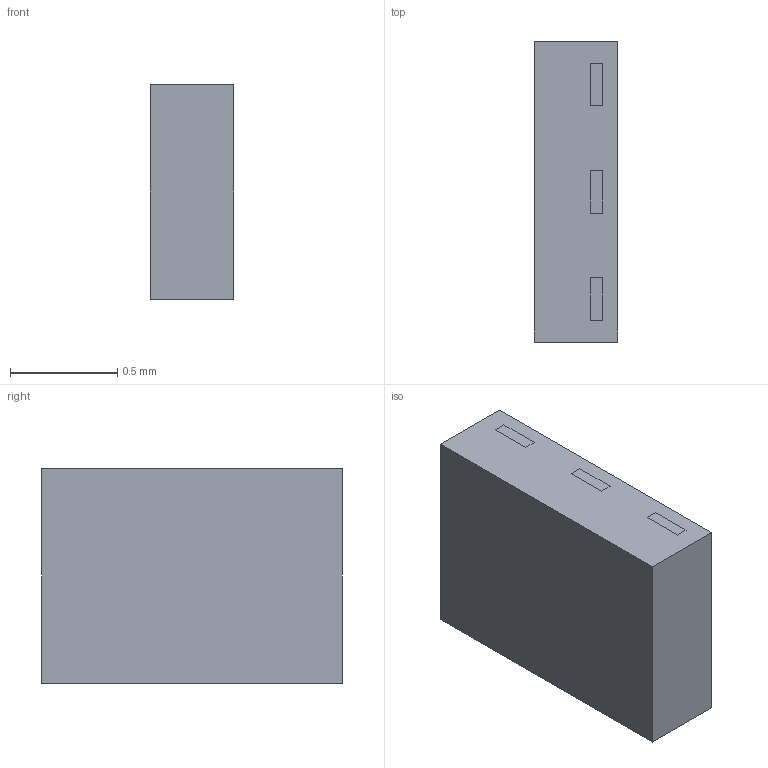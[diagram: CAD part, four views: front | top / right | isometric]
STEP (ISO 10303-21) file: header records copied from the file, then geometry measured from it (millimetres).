
FILE_DESCRIPTION(/* description */ ('Unknown'),/* implementation_level */ '2;1');
FILE_NAME(/* name */ 'DFN1416H4-6 STP',/* time_stamp */ '2020-09-16T10:45:35+08:00',/* author */ ('Unknown'),/* organization */ ('Unknown'),/* preprocessor_version */ 'ST-DEVELOPER v16.7',/* originating_system */ 'DEX',/* authorisation */ $);
FILE_SCHEMA (('AUTOMOTIVE_DESIGN {1 0 10303 214 3 1 1}'));
Length unit declared in the file: millimetre
Products named in the file (3): DFN1416H4-6; EMC; LDF
Assembly tree (2 placements, depth 2):
  DFN1416H4-6
    EMC
    LDF
Bounding box: 0.39 x 1.4 x 1 mm (x, y, z)
Volume: 0.5 mm3; surface area: 9.3 mm2
Topology: 7 solids, 7 shells, 188 faces, 522 edges, 348 vertices
Faces by surface type: plane 164, cylinder 24
Entity records: 6697 total; most frequent: CARTESIAN_POINT 1061, ORIENTED_EDGE 1044, DIRECTION 952, EDGE_CURVE 522, LINE 474, VECTOR 474, VERTEX_POINT 348, AXIS2_PLACEMENT_3D 239
